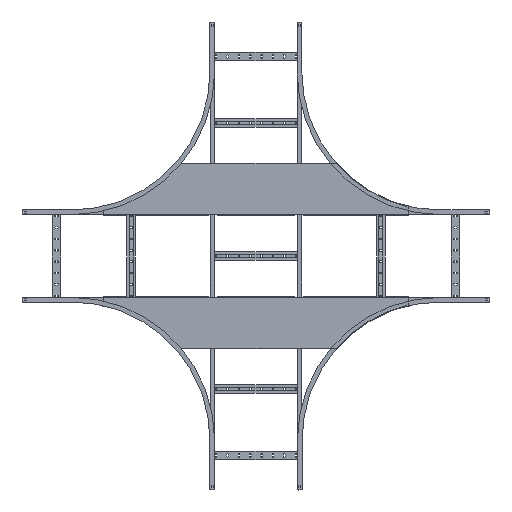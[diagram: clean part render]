
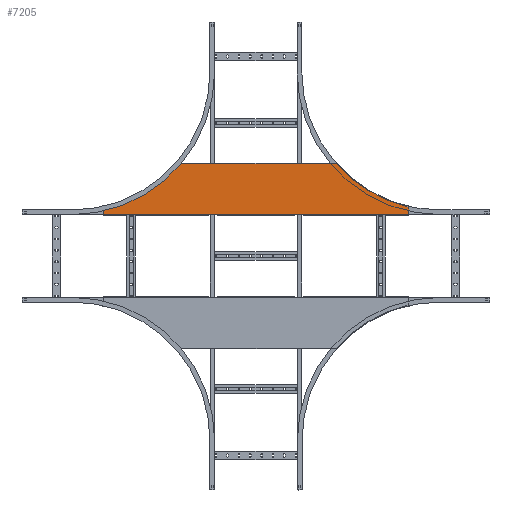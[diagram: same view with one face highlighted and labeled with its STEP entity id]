
A CAD part, top view. The second image highlights one B-rep face of the part: STEP entity #7205.
In plain terms, the highlighted face is planar.
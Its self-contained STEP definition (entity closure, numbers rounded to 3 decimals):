
#64 = LINE ( 'NONE', #7791, #3489 ) ;
#87 = ORIENTED_EDGE ( 'NONE', *, *, #7082, .T. ) ;
#226 = VERTEX_POINT ( 'NONE', #5209 ) ;
#227 = DIRECTION ( 'NONE',  ( 0., 0., 1. ) ) ;
#283 = ORIENTED_EDGE ( 'NONE', *, *, #3530, .F. ) ;
#330 = DIRECTION ( 'NONE',  ( 0., 0., 1. ) ) ;
#628 = VERTEX_POINT ( 'NONE', #1400 ) ;
#712 = LINE ( 'NONE', #949, #2421 ) ;
#929 = DIRECTION ( 'NONE',  ( 0., 0., -1. ) ) ;
#949 = CARTESIAN_POINT ( 'NONE',  ( -664.5, -1.2, 226.8 ) ) ;
#1026 = VERTEX_POINT ( 'NONE', #3265 ) ;
#1103 = AXIS2_PLACEMENT_3D ( 'NONE', #6187, #5521, #3299 ) ;
#1168 = CARTESIAN_POINT ( 'NONE',  ( -798.677, -1.2, 226.8 ) ) ;
#1251 = PLANE ( 'NONE',  #8766 ) ;
#1260 = CARTESIAN_POINT ( 'NONE',  ( 798.677, -1.2, 226.8 ) ) ;
#1289 = DIRECTION ( 'NONE',  ( 0., 0., -1. ) ) ;
#1341 = AXIS2_PLACEMENT_3D ( 'NONE', #1260, #4224, #1289 ) ;
#1400 = CARTESIAN_POINT ( 'NONE',  ( -664.5, -1.2, -393.2 ) ) ;
#1409 = VECTOR ( 'NONE', #929, 1000. ) ;
#1663 = CARTESIAN_POINT ( 'NONE',  ( 664.5, -1.2, -393.2 ) ) ;
#1668 = CARTESIAN_POINT ( 'NONE',  ( 349.051, -1.2, -173.2 ) ) ;
#1734 = EDGE_LOOP ( 'NONE', ( #7486, #87, #7892, #283, #7602, #3693, #4393, #2405 ) ) ;
#2088 = LINE ( 'NONE', #4443, #1409 ) ;
#2169 = VERTEX_POINT ( 'NONE', #6212 ) ;
#2405 = ORIENTED_EDGE ( 'NONE', *, *, #4106, .T. ) ;
#2421 = VECTOR ( 'NONE', #3925, 1000. ) ;
#2812 = CARTESIAN_POINT ( 'NONE',  ( -349.051, -1.2, -173.2 ) ) ;
#2946 = CARTESIAN_POINT ( 'NONE',  ( -798.677, -1.2, 226.8 ) ) ;
#3046 = AXIS2_PLACEMENT_3D ( 'NONE', #3306, #8438, #7195 ) ;
#3265 = CARTESIAN_POINT ( 'NONE',  ( -660.647, -1.2, -358.957 ) ) ;
#3299 = DIRECTION ( 'NONE',  ( 0., 0., 1. ) ) ;
#3306 = CARTESIAN_POINT ( 'NONE',  ( 659.5, -1.2, -363.823 ) ) ;
#3394 = DIRECTION ( 'NONE',  ( -1., 0., 0. ) ) ;
#3489 = VECTOR ( 'NONE', #3394, 1000. ) ;
#3530 = EDGE_CURVE ( 'NONE', #6348, #628, #64, .T. ) ;
#3656 = CIRCLE ( 'NONE', #7972, 601.8 ) ;
#3693 = ORIENTED_EDGE ( 'NONE', *, *, #8690, .T. ) ;
#3925 = DIRECTION ( 'NONE',  ( 0., 0., -1. ) ) ;
#4106 = EDGE_CURVE ( 'NONE', #7914, #7648, #5534, .T. ) ;
#4224 = DIRECTION ( 'NONE',  ( 0., -1., 0. ) ) ;
#4247 = FACE_OUTER_BOUND ( 'NONE', #1734, .T. ) ;
#4393 = ORIENTED_EDGE ( 'NONE', *, *, #6133, .F. ) ;
#4443 = CARTESIAN_POINT ( 'NONE',  ( 664.5, -1.2, -395.4 ) ) ;
#4595 = EDGE_CURVE ( 'NONE', #2169, #628, #712, .T. ) ;
#4707 = CIRCLE ( 'NONE', #1103, 5. ) ;
#5209 = CARTESIAN_POINT ( 'NONE',  ( 664.5, -1.2, -363.823 ) ) ;
#5341 = CARTESIAN_POINT ( 'NONE',  ( 660.647, -1.2, -358.957 ) ) ;
#5477 = DIRECTION ( 'NONE',  ( 0., -1., 0. ) ) ;
#5521 = DIRECTION ( 'NONE',  ( 0., -1., 0. ) ) ;
#5534 = LINE ( 'NONE', #7868, #8624 ) ;
#5700 = EDGE_CURVE ( 'NONE', #226, #6348, #2088, .T. ) ;
#6133 = EDGE_CURVE ( 'NONE', #7914, #6337, #7797, .T. ) ;
#6187 = CARTESIAN_POINT ( 'NONE',  ( -659.5, -1.2, -363.823 ) ) ;
#6212 = CARTESIAN_POINT ( 'NONE',  ( -664.5, -1.2, -363.823 ) ) ;
#6337 = VERTEX_POINT ( 'NONE', #5341 ) ;
#6348 = VERTEX_POINT ( 'NONE', #1663 ) ;
#7082 = EDGE_CURVE ( 'NONE', #1026, #2169, #4707, .T. ) ;
#7195 = DIRECTION ( 'NONE',  ( 0., 0., 1. ) ) ;
#7205 = ADVANCED_FACE ( 'NONE', ( #4247 ), #1251, .F. ) ;
#7380 = EDGE_CURVE ( 'NONE', #1026, #7648, #3656, .T. ) ;
#7486 = ORIENTED_EDGE ( 'NONE', *, *, #7380, .F. ) ;
#7602 = ORIENTED_EDGE ( 'NONE', *, *, #5700, .F. ) ;
#7622 = DIRECTION ( 'NONE',  ( 0., 1., 0. ) ) ;
#7648 = VERTEX_POINT ( 'NONE', #2812 ) ;
#7791 = CARTESIAN_POINT ( 'NONE',  ( -987., -1.2, -393.2 ) ) ;
#7797 = CIRCLE ( 'NONE', #1341, 601.8 ) ;
#7868 = CARTESIAN_POINT ( 'NONE',  ( -560., -1.2, -173.2 ) ) ;
#7892 = ORIENTED_EDGE ( 'NONE', *, *, #4595, .T. ) ;
#7914 = VERTEX_POINT ( 'NONE', #1668 ) ;
#7972 = AXIS2_PLACEMENT_3D ( 'NONE', #1168, #5477, #330 ) ;
#8438 = DIRECTION ( 'NONE',  ( 0., -1., 0. ) ) ;
#8456 = CIRCLE ( 'NONE', #3046, 5. ) ;
#8614 = DIRECTION ( 'NONE',  ( -1., 0., 0. ) ) ;
#8624 = VECTOR ( 'NONE', #8614, 1000. ) ;
#8690 = EDGE_CURVE ( 'NONE', #226, #6337, #8456, .T. ) ;
#8766 = AXIS2_PLACEMENT_3D ( 'NONE', #2946, #7622, #227 ) ;
